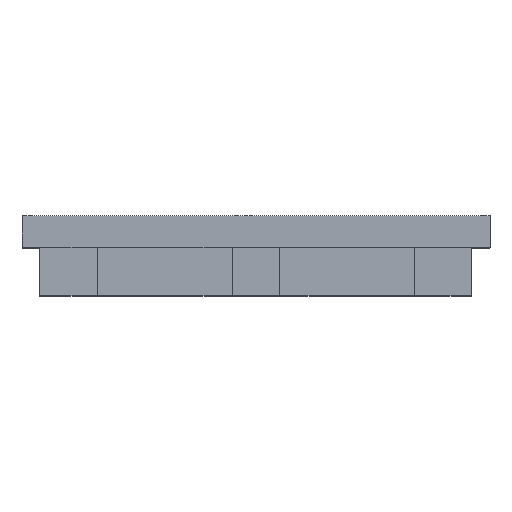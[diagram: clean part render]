
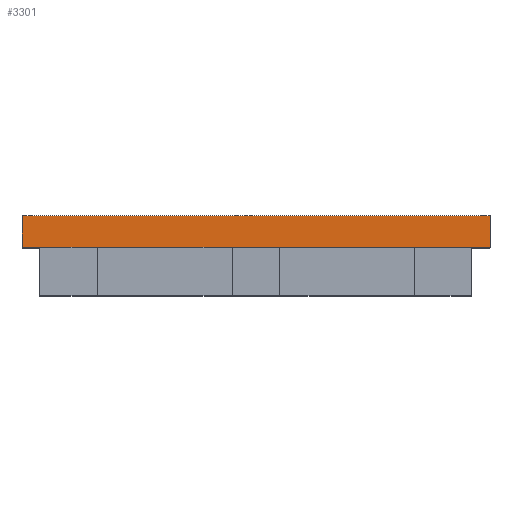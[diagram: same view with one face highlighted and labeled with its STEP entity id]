
A CAD part, top view. The second image highlights one B-rep face of the part: STEP entity #3301.
In plain terms, the highlighted planar face has unit normal (0, 0, 1).
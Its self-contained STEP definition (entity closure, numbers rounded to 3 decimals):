
#80 = VERTEX_POINT ( 'NONE', #2477 ) ;
#157 = LINE ( 'NONE', #5172, #2791 ) ;
#318 = FACE_OUTER_BOUND ( 'NONE', #949, .T. ) ;
#343 = DIRECTION ( 'NONE',  ( 0., 0., 1. ) ) ;
#554 = DIRECTION ( 'NONE',  ( 0., 1., 0. ) ) ;
#570 = DIRECTION ( 'NONE',  ( 1., 0., 0. ) ) ;
#657 = LINE ( 'NONE', #2310, #3243 ) ;
#949 = EDGE_LOOP ( 'NONE', ( #2810, #2684, #2848, #4899 ) ) ;
#1016 = LINE ( 'NONE', #4321, #3147 ) ;
#1971 = PLANE ( 'NONE',  #4866 ) ;
#1995 = LINE ( 'NONE', #4939, #4268 ) ;
#2310 = CARTESIAN_POINT ( 'NONE',  ( -44.063, -0.01, 12.057 ) ) ;
#2477 = CARTESIAN_POINT ( 'NONE',  ( -34.363, 0.65, 12.057 ) ) ;
#2684 = ORIENTED_EDGE ( 'NONE', *, *, #4345, .F. ) ;
#2736 = EDGE_CURVE ( 'NONE', #3944, #3477, #157, .T. ) ;
#2791 = VECTOR ( 'NONE', #570, 1000. ) ;
#2810 = ORIENTED_EDGE ( 'NONE', *, *, #3308, .F. ) ;
#2848 = ORIENTED_EDGE ( 'NONE', *, *, #2736, .T. ) ;
#2987 = CARTESIAN_POINT ( 'NONE',  ( -34.363, -0.01, 12.057 ) ) ;
#3147 = VECTOR ( 'NONE', #554, 1000. ) ;
#3243 = VECTOR ( 'NONE', #3965, 1000. ) ;
#3301 = ADVANCED_FACE ( 'NONE', ( #318 ), #1971, .T. ) ;
#3308 = EDGE_CURVE ( 'NONE', #4163, #80, #1995, .T. ) ;
#3477 = VERTEX_POINT ( 'NONE', #2987 ) ;
#3549 = EDGE_CURVE ( 'NONE', #3477, #80, #1016, .T. ) ;
#3944 = VERTEX_POINT ( 'NONE', #5184 ) ;
#3965 = DIRECTION ( 'NONE',  ( 0., 1., 0. ) ) ;
#4163 = VERTEX_POINT ( 'NONE', #4320 ) ;
#4268 = VECTOR ( 'NONE', #4994, 1000. ) ;
#4320 = CARTESIAN_POINT ( 'NONE',  ( -44.063, 0.65, 12.057 ) ) ;
#4321 = CARTESIAN_POINT ( 'NONE',  ( -34.363, -0.01, 12.057 ) ) ;
#4345 = EDGE_CURVE ( 'NONE', #3944, #4163, #657, .T. ) ;
#4460 = DIRECTION ( 'NONE',  ( 1., 0., 0. ) ) ;
#4855 = CARTESIAN_POINT ( 'NONE',  ( 0., -0.01, 12.057 ) ) ;
#4866 = AXIS2_PLACEMENT_3D ( 'NONE', #4855, #343, #4460 ) ;
#4899 = ORIENTED_EDGE ( 'NONE', *, *, #3549, .T. ) ;
#4939 = CARTESIAN_POINT ( 'NONE',  ( 0., 0.65, 12.057 ) ) ;
#4994 = DIRECTION ( 'NONE',  ( 1., 0., 0. ) ) ;
#5172 = CARTESIAN_POINT ( 'NONE',  ( 0., -0.01, 12.057 ) ) ;
#5184 = CARTESIAN_POINT ( 'NONE',  ( -44.063, -0.01, 12.057 ) ) ;
